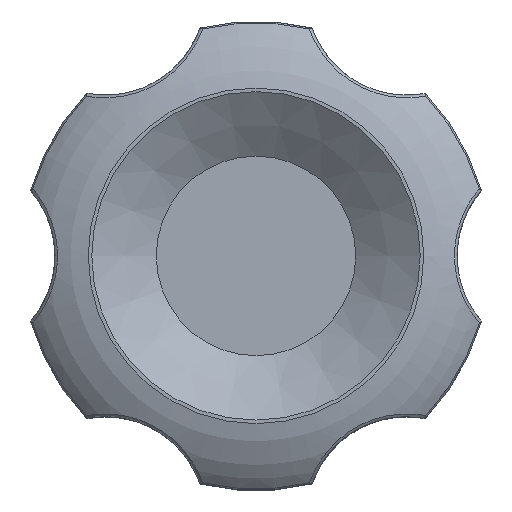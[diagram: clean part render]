
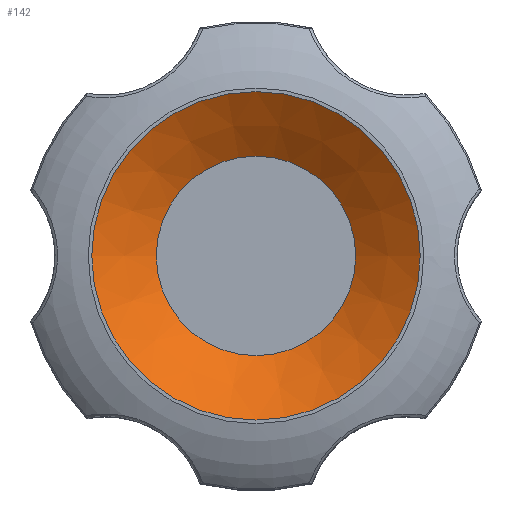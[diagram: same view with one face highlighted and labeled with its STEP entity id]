
A CAD part, top view. The second image highlights one B-rep face of the part: STEP entity #142.
In plain terms, the highlighted conical face has half-angle 55.359 degrees and reference radius 7 mm.
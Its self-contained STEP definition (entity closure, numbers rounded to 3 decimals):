
#142 = ADVANCED_FACE( '', ( #314, #315 ), #316, .F. );
#314 = FACE_BOUND( '', #1720, .T. );
#315 = FACE_OUTER_BOUND( '', #1721, .T. );
#316 = CONICAL_SURFACE( '', #1722, 7., 0.966 );
#1720 = EDGE_LOOP( '', ( #3252 ) );
#1721 = EDGE_LOOP( '', ( #3253 ) );
#1722 = AXIS2_PLACEMENT_3D( '', #3254, #3255, #3256 );
#3252 = ORIENTED_EDGE( '', *, *, #3584, .F. );
#3253 = ORIENTED_EDGE( '', *, *, #3565, .T. );
#3254 = CARTESIAN_POINT( '', ( 0., 0., 20. ) );
#3255 = DIRECTION( '', ( 0., 0., 1. ) );
#3256 = DIRECTION( '', ( 1., 0., 0. ) );
#3565 = EDGE_CURVE( '', #3820, #3820, #3821, .T. );
#3584 = EDGE_CURVE( '', #3847, #3847, #3848, .T. );
#3820 = VERTEX_POINT( '', #5562 );
#3821 = CIRCLE( '', #5563, 7. );
#3847 = VERTEX_POINT( '', #5810 );
#3848 = CIRCLE( '', #5811, 4.25 );
#5562 = CARTESIAN_POINT( '', ( 7., 0., 20. ) );
#5563 = AXIS2_PLACEMENT_3D( '', #6317, #6318, #6319 );
#5810 = CARTESIAN_POINT( '', ( 4.25, 0., 18.1 ) );
#5811 = AXIS2_PLACEMENT_3D( '', #6331, #6332, #6333 );
#6317 = CARTESIAN_POINT( '', ( 0., 0., 20. ) );
#6318 = DIRECTION( '', ( 0., 0., 1. ) );
#6319 = DIRECTION( '', ( 1., 0., 0. ) );
#6331 = CARTESIAN_POINT( '', ( 0., 0., 18.1 ) );
#6332 = DIRECTION( '', ( 0., 0., 1. ) );
#6333 = DIRECTION( '', ( 1., 0., 0. ) );
